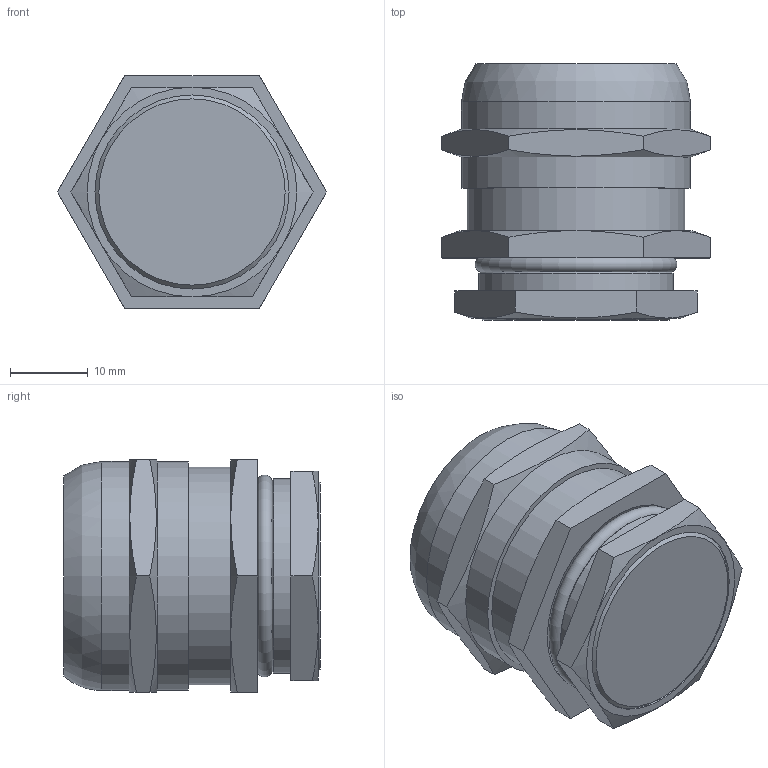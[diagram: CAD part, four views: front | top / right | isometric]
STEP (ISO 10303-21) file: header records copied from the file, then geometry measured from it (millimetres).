
FILE_DESCRIPTION(/* description */ (''),/* implementation_level */ '2;1');
FILE_NAME(/* name */ 'Сборка М25 S30.stp',/* time_stamp */ '2016-07-05T11:41:17+06:00',/* author */ ('zeta-09'),/* organization */ (''),/* preprocessor_version */ 'ST-DEVELOPER v15.6',/* originating_system */ 'Autodesk Inventor 2015',/* authorisation */ '');
FILE_SCHEMA (('AUTOMOTIVE_DESIGN { 1 0 10303 214 3 1 1 }'));
Length unit declared in the file: centimetre
Products named in the file (1): Сборка М25 S30
Bounding box: 34.64 x 33 x 30 mm (x, y, z)
Volume: 21367.2 mm3; surface area: 5158.7 mm2
Topology: 1 solids, 1 shells, 52 faces, 115 edges, 71 vertices
Faces by surface type: plane 26, cone 17, cylinder 7, torus 1, bspline 1
Full cylindrical faces by diameter (mm): 18.8 x1, 24 x1, 25 x2, 28 x1, 29.5 x2
Entity records: 1397 total; most frequent: CARTESIAN_POINT 320, ORIENTED_EDGE 198, DIRECTION 198, EDGE_CURVE 99, AXIS2_PLACEMENT_3D 84, EDGE_LOOP 71, VERTEX_POINT 68, STYLED_ITEM 52
